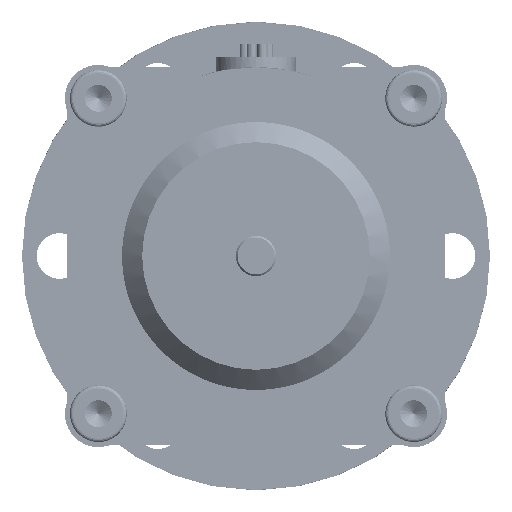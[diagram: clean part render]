
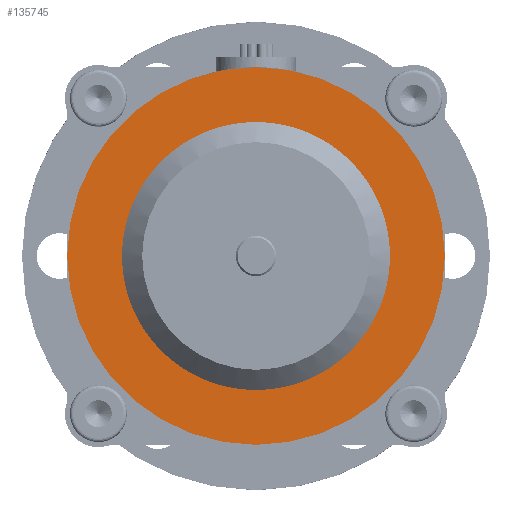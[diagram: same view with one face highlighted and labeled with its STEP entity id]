
A CAD part, front view. The second image highlights one B-rep face of the part: STEP entity #135745.
In plain terms, the highlighted face is planar.
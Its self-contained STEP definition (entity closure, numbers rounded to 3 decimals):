
#4091 = VERTEX_POINT ( 'NONE', #54875 ) ;
#8803 = CIRCLE ( 'NONE', #40269, 3.9 ) ;
#12518 = ORIENTED_EDGE ( 'NONE', *, *, #143147, .T. ) ;
#12655 = CIRCLE ( 'NONE', #89634, 28.2 ) ;
#13879 = CARTESIAN_POINT ( 'NONE',  ( -9.525, 38., -1.025 ) ) ;
#18686 = ORIENTED_EDGE ( 'NONE', *, *, #58463, .F. ) ;
#20162 = AXIS2_PLACEMENT_3D ( 'NONE', #144094, #41209, #24751 ) ;
#21529 = ORIENTED_EDGE ( 'NONE', *, *, #116761, .F. ) ;
#24751 = DIRECTION ( 'NONE',  ( 0., 0., 1. ) ) ;
#27299 = DIRECTION ( 'NONE',  ( 0., 0., 1. ) ) ;
#27668 = AXIS2_PLACEMENT_3D ( 'NONE', #163114, #177393, #129171 ) ;
#28382 = CARTESIAN_POINT ( 'NONE',  ( 0., 38., 0. ) ) ;
#29119 = EDGE_LOOP ( 'NONE', ( #159440, #18686 ) ) ;
#30617 = CIRCLE ( 'NONE', #20162, 1.025 ) ;
#32615 = DIRECTION ( 'NONE',  ( 0., 1., 0. ) ) ;
#39567 = EDGE_CURVE ( 'NONE', #156683, #41656, #187525, .T. ) ;
#40269 = AXIS2_PLACEMENT_3D ( 'NONE', #212889, #93568, #160377 ) ;
#40544 = DIRECTION ( 'NONE',  ( 0., 1., 0. ) ) ;
#41209 = DIRECTION ( 'NONE',  ( 0., 1., 0. ) ) ;
#41656 = VERTEX_POINT ( 'NONE', #54546 ) ;
#42705 = DIRECTION ( 'NONE',  ( 0., 1., 0. ) ) ;
#46587 = FACE_BOUND ( 'NONE', #29119, .T. ) ;
#52789 = FACE_BOUND ( 'NONE', #157991, .T. ) ;
#54546 = CARTESIAN_POINT ( 'NONE',  ( 9.525, 38., 1.025 ) ) ;
#54875 = CARTESIAN_POINT ( 'NONE',  ( 0., 38., -28.2 ) ) ;
#57163 = ORIENTED_EDGE ( 'NONE', *, *, #138726, .F. ) ;
#58018 = CARTESIAN_POINT ( 'NONE',  ( 0., 38., 0. ) ) ;
#58463 = EDGE_CURVE ( 'NONE', #143816, #189044, #199736, .T. ) ;
#69027 = ORIENTED_EDGE ( 'NONE', *, *, #39567, .F. ) ;
#71942 = CARTESIAN_POINT ( 'NONE',  ( 0., 38., 28.2 ) ) ;
#77981 = VERTEX_POINT ( 'NONE', #162699 ) ;
#78197 = EDGE_CURVE ( 'NONE', #41656, #156683, #30617, .T. ) ;
#79477 = DIRECTION ( 'NONE',  ( 0., 0., 1. ) ) ;
#85924 = CIRCLE ( 'NONE', #124392, 3.9 ) ;
#89634 = AXIS2_PLACEMENT_3D ( 'NONE', #98761, #149157, #180967 ) ;
#93568 = DIRECTION ( 'NONE',  ( 0., 1., 0. ) ) ;
#98761 = CARTESIAN_POINT ( 'NONE',  ( 0., 38., 0. ) ) ;
#101624 = CARTESIAN_POINT ( 'NONE',  ( 9.525, 38., 0. ) ) ;
#101787 = VERTEX_POINT ( 'NONE', #189554 ) ;
#103187 = PLANE ( 'NONE',  #204240 ) ;
#105291 = AXIS2_PLACEMENT_3D ( 'NONE', #212414, #42705, #124906 ) ;
#110403 = AXIS2_PLACEMENT_3D ( 'NONE', #101624, #32615, #166297 ) ;
#111287 = ORIENTED_EDGE ( 'NONE', *, *, #179121, .T. ) ;
#116761 = EDGE_CURVE ( 'NONE', #77981, #101787, #8803, .T. ) ;
#119638 = FACE_OUTER_BOUND ( 'NONE', #122913, .T. ) ;
#122913 = EDGE_LOOP ( 'NONE', ( #12518, #111287 ) ) ;
#123539 = ORIENTED_EDGE ( 'NONE', *, *, #78197, .F. ) ;
#124392 = AXIS2_PLACEMENT_3D ( 'NONE', #58018, #40544, #27299 ) ;
#124906 = DIRECTION ( 'NONE',  ( 0., 0., 1. ) ) ;
#129171 = DIRECTION ( 'NONE',  ( 0., 0., 1. ) ) ;
#134976 = FACE_BOUND ( 'NONE', #195855, .T. ) ;
#135745 = ADVANCED_FACE ( 'NONE', ( #52789, #46587, #119638, #134976 ), #103187, .T. ) ;
#138726 = EDGE_CURVE ( 'NONE', #101787, #77981, #85924, .T. ) ;
#143147 = EDGE_CURVE ( 'NONE', #4091, #201407, #12655, .T. ) ;
#143816 = VERTEX_POINT ( 'NONE', #13879 ) ;
#144094 = CARTESIAN_POINT ( 'NONE',  ( 9.525, 38., 0. ) ) ;
#145196 = DIRECTION ( 'NONE',  ( 0., 1., 0. ) ) ;
#147542 = CIRCLE ( 'NONE', #199900, 28.2 ) ;
#149157 = DIRECTION ( 'NONE',  ( 0., 1., 0. ) ) ;
#149461 = EDGE_CURVE ( 'NONE', #189044, #143816, #202231, .T. ) ;
#156683 = VERTEX_POINT ( 'NONE', #186337 ) ;
#157991 = EDGE_LOOP ( 'NONE', ( #123539, #69027 ) ) ;
#159440 = ORIENTED_EDGE ( 'NONE', *, *, #149461, .F. ) ;
#160377 = DIRECTION ( 'NONE',  ( 0., 0., 1. ) ) ;
#162699 = CARTESIAN_POINT ( 'NONE',  ( 0., 38., -3.9 ) ) ;
#163114 = CARTESIAN_POINT ( 'NONE',  ( -9.525, 38., 0. ) ) ;
#166297 = DIRECTION ( 'NONE',  ( 0., 0., 1. ) ) ;
#170029 = CARTESIAN_POINT ( 'NONE',  ( 0., 38., 0. ) ) ;
#177393 = DIRECTION ( 'NONE',  ( 0., 1., 0. ) ) ;
#179121 = EDGE_CURVE ( 'NONE', #201407, #4091, #147542, .T. ) ;
#179567 = DIRECTION ( 'NONE',  ( 0., 1., 0. ) ) ;
#180967 = DIRECTION ( 'NONE',  ( 0., 0., 1. ) ) ;
#186337 = CARTESIAN_POINT ( 'NONE',  ( 9.525, 38., -1.025 ) ) ;
#187525 = CIRCLE ( 'NONE', #110403, 1.025 ) ;
#189044 = VERTEX_POINT ( 'NONE', #198832 ) ;
#189554 = CARTESIAN_POINT ( 'NONE',  ( 0., 38., 3.9 ) ) ;
#194909 = DIRECTION ( 'NONE',  ( 0., 0., 1. ) ) ;
#195855 = EDGE_LOOP ( 'NONE', ( #21529, #57163 ) ) ;
#198832 = CARTESIAN_POINT ( 'NONE',  ( -9.525, 38., 1.025 ) ) ;
#199736 = CIRCLE ( 'NONE', #105291, 1.025 ) ;
#199900 = AXIS2_PLACEMENT_3D ( 'NONE', #28382, #179567, #194909 ) ;
#201407 = VERTEX_POINT ( 'NONE', #71942 ) ;
#202231 = CIRCLE ( 'NONE', #27668, 1.025 ) ;
#204240 = AXIS2_PLACEMENT_3D ( 'NONE', #170029, #145196, #79477 ) ;
#212414 = CARTESIAN_POINT ( 'NONE',  ( -9.525, 38., 0. ) ) ;
#212889 = CARTESIAN_POINT ( 'NONE',  ( 0., 38., 0. ) ) ;
